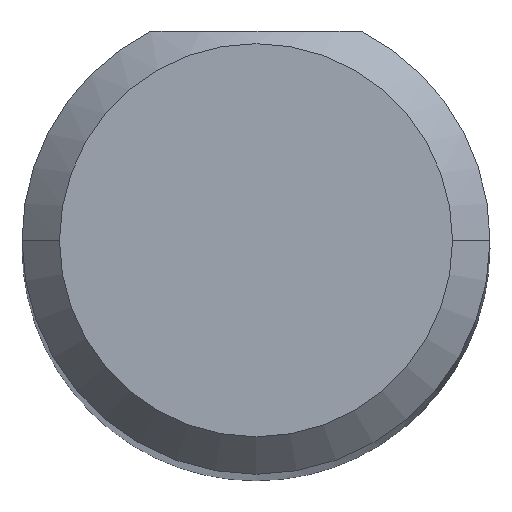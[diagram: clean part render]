
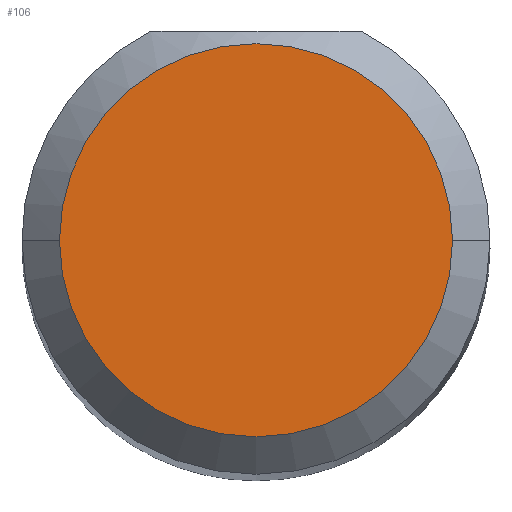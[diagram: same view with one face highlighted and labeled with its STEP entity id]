
A CAD part, top view. The second image highlights one B-rep face of the part: STEP entity #106.
In plain terms, the highlighted planar face has unit normal (0, 0, 1).
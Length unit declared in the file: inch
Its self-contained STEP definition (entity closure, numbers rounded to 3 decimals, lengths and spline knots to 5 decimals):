
#9 = DIRECTION ( 'NONE',  ( 0., 0., 1. ) ) ;
#11 = DIRECTION ( 'NONE',  ( 1., 0., 0. ) ) ;
#19 = ORIENTED_EDGE ( 'NONE', *, *, #489, .T. ) ;
#30 = CARTESIAN_POINT ( 'NONE',  ( 0.07875, 0., 2. ) ) ;
#66 = ORIENTED_EDGE ( 'NONE', *, *, #499, .T. ) ;
#99 = PLANE ( 'NONE',  #253 ) ;
#106 = ADVANCED_FACE ( 'NONE', ( #336 ), #99, .T. ) ;
#148 = VERTEX_POINT ( 'NONE', #332 ) ;
#156 = DIRECTION ( 'NONE',  ( 1., 0., 0. ) ) ;
#158 = CIRCLE ( 'NONE', #220, 0.07875 ) ;
#216 = CARTESIAN_POINT ( 'NONE',  ( 0., 0., 2. ) ) ;
#220 = AXIS2_PLACEMENT_3D ( 'NONE', #517, #312, #156 ) ;
#253 = AXIS2_PLACEMENT_3D ( 'NONE', #216, #9, #11 ) ;
#265 = CIRCLE ( 'NONE', #460, 0.07875 ) ;
#307 = EDGE_LOOP ( 'NONE', ( #19, #66 ) ) ;
#312 = DIRECTION ( 'NONE',  ( 0., 0., 1. ) ) ;
#317 = DIRECTION ( 'NONE',  ( 0., 0., 1. ) ) ;
#332 = CARTESIAN_POINT ( 'NONE',  ( -0.07875, 0., 2. ) ) ;
#336 = FACE_OUTER_BOUND ( 'NONE', #307, .T. ) ;
#393 = DIRECTION ( 'NONE',  ( 1., 0., 0. ) ) ;
#441 = CARTESIAN_POINT ( 'NONE',  ( 0., 0., 2. ) ) ;
#460 = AXIS2_PLACEMENT_3D ( 'NONE', #441, #317, #393 ) ;
#489 = EDGE_CURVE ( 'NONE', #148, #512, #158, .T. ) ;
#499 = EDGE_CURVE ( 'NONE', #512, #148, #265, .T. ) ;
#512 = VERTEX_POINT ( 'NONE', #30 ) ;
#517 = CARTESIAN_POINT ( 'NONE',  ( 0., 0., 2. ) ) ;
